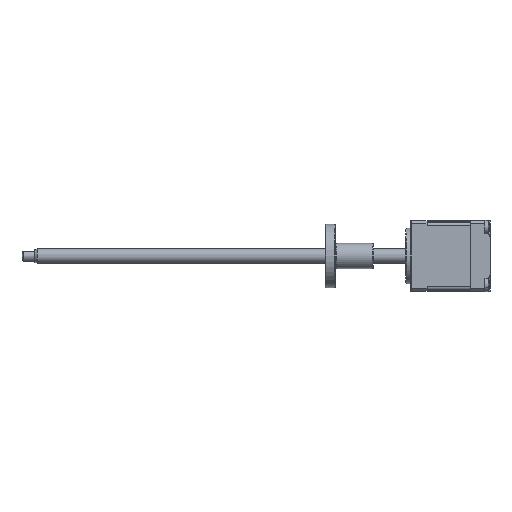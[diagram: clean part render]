
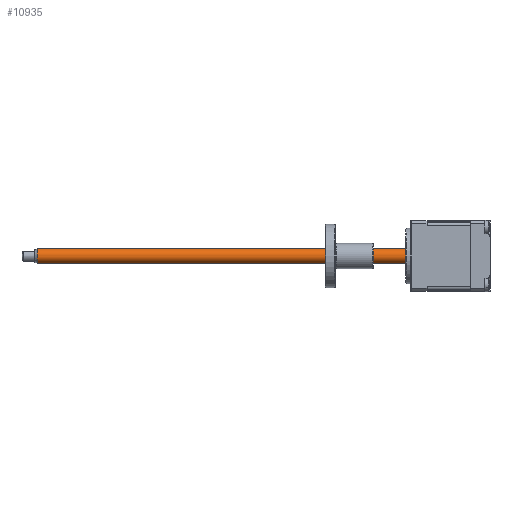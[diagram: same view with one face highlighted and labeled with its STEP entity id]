
A CAD part, left-side view. The second image highlights one B-rep face of the part: STEP entity #10935.
In plain terms, the highlighted cylindrical face has radius 3 mm (diameter 6 mm), a partial arc.
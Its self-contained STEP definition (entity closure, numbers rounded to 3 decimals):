
#649 = DIRECTION ( 'NONE',  ( 0., -1., 0. ) ) ;
#696 = EDGE_CURVE ( 'NONE', #1114, #1568, #3668, .T. ) ;
#755 = ORIENTED_EDGE ( 'NONE', *, *, #7092, .F. ) ;
#1114 = VERTEX_POINT ( 'NONE', #5001 ) ;
#1568 = VERTEX_POINT ( 'NONE', #1980 ) ;
#1889 = AXIS2_PLACEMENT_3D ( 'NONE', #4663, #10475, #5530 ) ;
#1955 = DIRECTION ( 'NONE',  ( 0., -1., 0. ) ) ;
#1980 = CARTESIAN_POINT ( 'NONE',  ( -1.205, 14.276, 30.873 ) ) ;
#2141 = FACE_OUTER_BOUND ( 'NONE', #8152, .T. ) ;
#2828 = AXIS2_PLACEMENT_3D ( 'NONE', #7058, #1955, #7891 ) ;
#2870 = AXIS2_PLACEMENT_3D ( 'NONE', #10810, #649, #5873 ) ;
#2973 = CARTESIAN_POINT ( 'NONE',  ( -3.706, 163.276, 36.327 ) ) ;
#3668 = LINE ( 'NONE', #9562, #7913 ) ;
#3830 = CARTESIAN_POINT ( 'NONE',  ( -3.706, 164.276, 36.327 ) ) ;
#3983 = CARTESIAN_POINT ( 'NONE',  ( -3.706, 14.276, 36.327 ) ) ;
#4663 = CARTESIAN_POINT ( 'NONE',  ( -2.455, 14.276, 33.6 ) ) ;
#5001 = CARTESIAN_POINT ( 'NONE',  ( -1.205, 163.276, 30.873 ) ) ;
#5530 = DIRECTION ( 'NONE',  ( -0.417, 0., 0.909 ) ) ;
#5873 = DIRECTION ( 'NONE',  ( -0.417, 0., 0.909 ) ) ;
#5981 = VECTOR ( 'NONE', #9689, 1000. ) ;
#7058 = CARTESIAN_POINT ( 'NONE',  ( -2.455, 163.276, 33.6 ) ) ;
#7092 = EDGE_CURVE ( 'NONE', #10866, #7846, #7927, .T. ) ;
#7328 = CIRCLE ( 'NONE', #2828, 3. ) ;
#7846 = VERTEX_POINT ( 'NONE', #3983 ) ;
#7891 = DIRECTION ( 'NONE',  ( 0.417, 0., -0.909 ) ) ;
#7913 = VECTOR ( 'NONE', #9113, 1000. ) ;
#7927 = LINE ( 'NONE', #3830, #5981 ) ;
#8090 = ORIENTED_EDGE ( 'NONE', *, *, #8430, .F. ) ;
#8152 = EDGE_LOOP ( 'NONE', ( #9250, #9540, #8090, #755 ) ) ;
#8222 = CIRCLE ( 'NONE', #1889, 3. ) ;
#8430 = EDGE_CURVE ( 'NONE', #7846, #1568, #8222, .T. ) ;
#8585 = CYLINDRICAL_SURFACE ( 'NONE', #2870, 3. ) ;
#8761 = EDGE_CURVE ( 'NONE', #10866, #1114, #7328, .T. ) ;
#9113 = DIRECTION ( 'NONE',  ( 0., -1., 0. ) ) ;
#9250 = ORIENTED_EDGE ( 'NONE', *, *, #8761, .T. ) ;
#9540 = ORIENTED_EDGE ( 'NONE', *, *, #696, .T. ) ;
#9562 = CARTESIAN_POINT ( 'NONE',  ( -1.205, 164.276, 30.873 ) ) ;
#9689 = DIRECTION ( 'NONE',  ( 0., -1., 0. ) ) ;
#10475 = DIRECTION ( 'NONE',  ( 0., -1., 0. ) ) ;
#10810 = CARTESIAN_POINT ( 'NONE',  ( -2.455, 164.276, 33.6 ) ) ;
#10866 = VERTEX_POINT ( 'NONE', #2973 ) ;
#10935 = ADVANCED_FACE ( 'NONE', ( #2141 ), #8585, .T. ) ;
